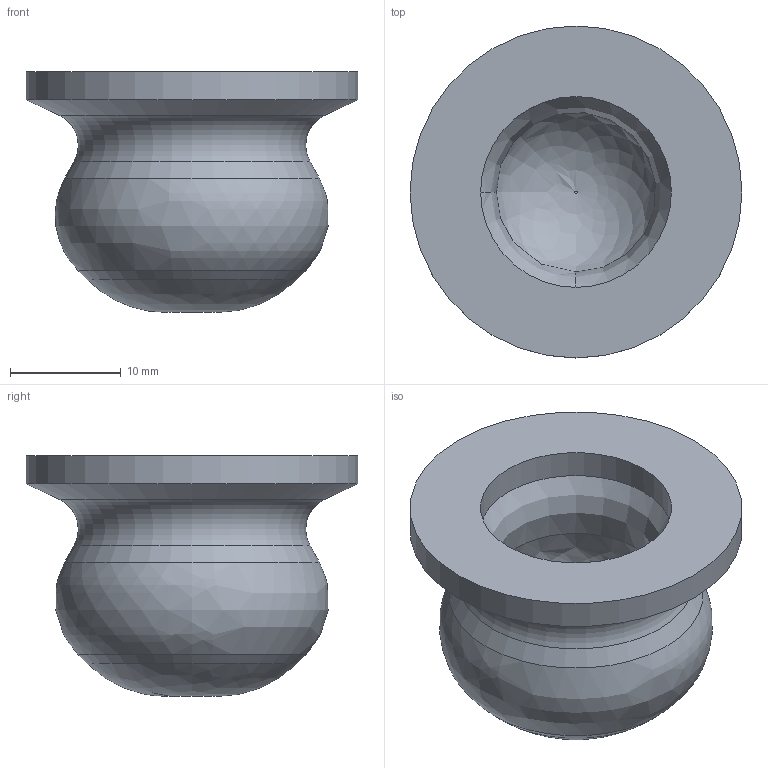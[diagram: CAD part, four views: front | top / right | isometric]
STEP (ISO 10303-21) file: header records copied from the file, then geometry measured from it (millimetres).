
FILE_DESCRIPTION(/* description */ (''),/* implementation_level */ '2;1');
FILE_NAME(/* name */ 'Vacuum Capsule v9.step',/* time_stamp */ '2025-09-16T09:55:42-04:00',/* author */ (''),/* organization */ (''),/* preprocessor_version */ 'ST-DEVELOPER v20.1',/* originating_system */ 'Autodesk Translation Framework v14.10.0.0',/* authorisation */ '');
FILE_SCHEMA (('AUTOMOTIVE_DESIGN { 1 0 10303 214 3 1 1 }'));
Length unit declared in the file: millimetre
Products named in the file (2): Vacuum Capsule; 4518K411_Quick-Clamp High-Vacuum Fitting
Assembly tree (1 placements, depth 2):
  Vacuum Capsule
    4518K411_Quick-Clamp High-Vacuum Fitting
Bounding box: 30 x 30 x 21.76 mm (x, y, z)
Volume: 5851.7 mm3; surface area: 3494 mm2
Topology: 1 solids, 1 shells, 14 faces, 28 edges, 17 vertices
Faces by surface type: bspline 5, cone 3, plane 3, cylinder 2, torus 1
Full cylindrical faces by diameter (mm): 17.25 x1, 30 x1
Entity records: 821 total; most frequent: CARTESIAN_POINT 482, DIRECTION 69, ORIENTED_EDGE 56, AXIS2_PLACEMENT_3D 32, EDGE_CURVE 28, CIRCLE 20, VERTEX_POINT 17, EDGE_LOOP 15
